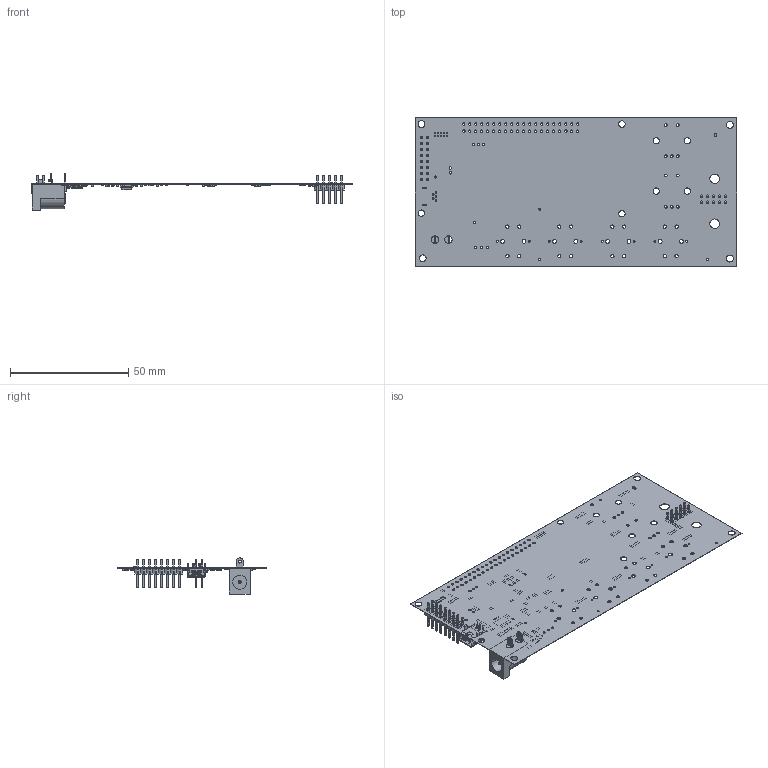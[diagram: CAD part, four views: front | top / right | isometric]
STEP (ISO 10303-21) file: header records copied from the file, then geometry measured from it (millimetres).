
FILE_DESCRIPTION(('Open CASCADE Model'),'2;1');
FILE_NAME('Open CASCADE Shape Model','2019-12-08T10:45:33',('Author'),( 'Open CASCADE'),'Open CASCADE STEP processor 6.8','Open CASCADE 6.8' ,'Unknown');
FILE_SCHEMA(('AUTOMOTIVE_DESIGN { 1 0 10303 214 1 1 1 1 }'));
Length unit declared in the file: millimetre
Products named in the file (140): PCB; Board; Open CASCADE STEP translator 6.8 2.1.1; R22; RES-0603; Resistor_0603; CN5; 54-00019; 54-00019_shell; 54-00019_insulator; 54-00019_pin5; 54-00019_pin4; 54-00019_pin3; 54-00019_pin2; 54-00019_pin1; R47; R32; LED3; 0603-led; SW3dPS-LED_SMD0603; CN1; HDR2x8; HDR1x1; HDR1x8; C40; CAP-0603; Capacitor_0603; R46; R45; R44; R43; R42; R41; R40; R39; R38; R37; R28; R27; C39 ...
Assembly tree (253 placements, depth 5):
  PCB
    Board
      Open CASCADE STEP translator 6.8 2.1.1
    R22
      RES-0603
        Resistor_0603
    CN5
      54-00019
        54-00019_shell
        54-00019_insulator
        54-00019_pin5
        54-00019_pin4
        54-00019_pin3
        54-00019_pin2
        54-00019_pin1
    R47
      RES-0603
        Resistor_0603
    R32
      RES-0603
        Resistor_0603
    LED3
      0603-led
        SW3dPS-LED_SMD0603
    CN1
      HDR2x8
        HDR1x1  x8
        HDR1x8
          HDR1x1  x8
    C40
      CAP-0603
        Capacitor_0603
    R46
      RES-0603
        Resistor_0603
    R45
      RES-0603
        Resistor_0603
    R44
      RES-0603
        Resistor_0603
    R43
      RES-0603
        Resistor_0603
    R42
      RES-0603
        Resistor_0603
    R41
      RES-0603
        Resistor_0603
    R40
      RES-0603
        Resistor_0603
    R39
      RES-0603
        Resistor_0603
    R38
      RES-0603
        Resistor_0603
    R37
Bounding box: 136.28 x 62.74 x 15.32 mm (x, y, z)
Volume: 3212.9 mm3; surface area: 20841.4 mm2
Topology: 154 solids, 154 shells, 3623 faces, 8960 edges, 5856 vertices
Faces by surface type: plane 3185, cylinder 379, bspline 39, sphere 12, cone 6, revolution 2
Full cylindrical faces by diameter (mm): 0.508 x10, 0.7 x5, 0.75 x8, 0.889 x11, 1 x40, 1.016 x2, 1.067 x26, 1.143 x10, 1.4 x16, 1.6 x4, 1.7 x4, 2.667 x4, 2.7 x3, 2.921 x4, 3.175 x2, 4.064 x2
Entity records: 50870 total; most frequent: CARTESIAN_POINT 9800, DIRECTION 7534, ORIENTED_EDGE 7512, EDGE_CURVE 3756, LINE 2932, VECTOR 2932, VERTEX_POINT 2460, AXIS2_PLACEMENT_3D 2300
